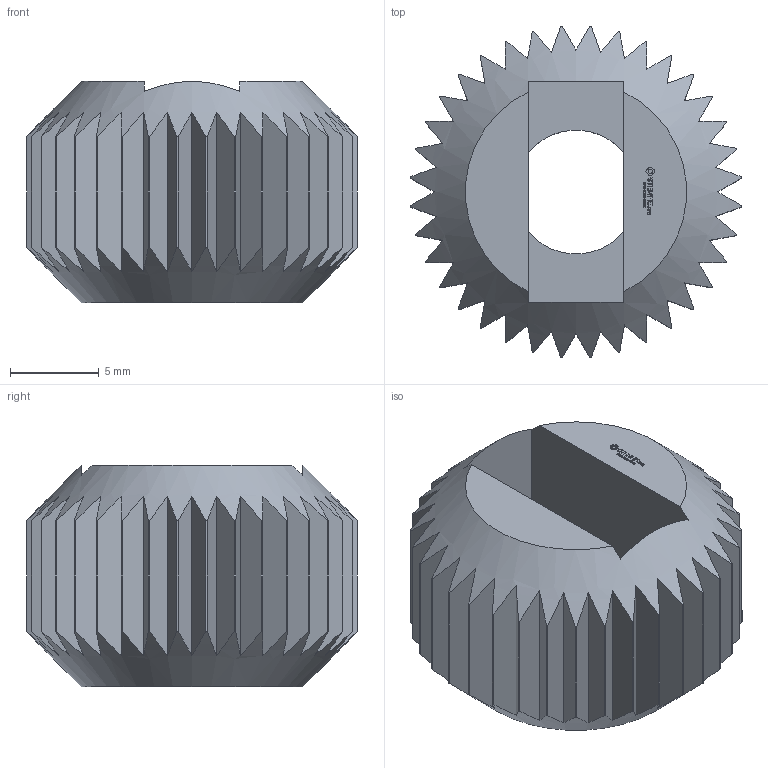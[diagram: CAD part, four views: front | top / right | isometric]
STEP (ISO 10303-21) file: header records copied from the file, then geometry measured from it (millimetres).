
FILE_DESCRIPTION(('FreeCAD Model'),'2;1');
FILE_NAME('Open CASCADE Shape Model','2024-01-03T13:44:35',(''),(''), 'Open CASCADE STEP processor 7.6','FreeCAD','Unknown');
FILE_SCHEMA(('AUTOMOTIVE_DESIGN { 1 0 10303 214 1 1 1 1 }'));
Length unit declared in the file: millimetre
Products named in the file (1): Knob KNR BVD SCR ISR BU01.00x01.50 - SPN-KNB-0001 (stemfie.org)
Bounding box: 18.69 x 18.69 x 12.5 mm (x, y, z)
Volume: 1924.3 mm3; surface area: 1769.7 mm2
Topology: 1 solids, 1 shells, 588 faces, 1658 edges, 1104 vertices
Faces by surface type: plane 394, extrusion 152, cylinder 38, cone 4
Entity records: 41196 total; most frequent: CARTESIAN_POINT 8991, DIRECTION 5471, VECTOR 3960, LINE 3808, ORIENTED_EDGE 3316, PCURVE 3316, DEFINITIONAL_REPRESENTATION 3316, EDGE_CURVE 1658
